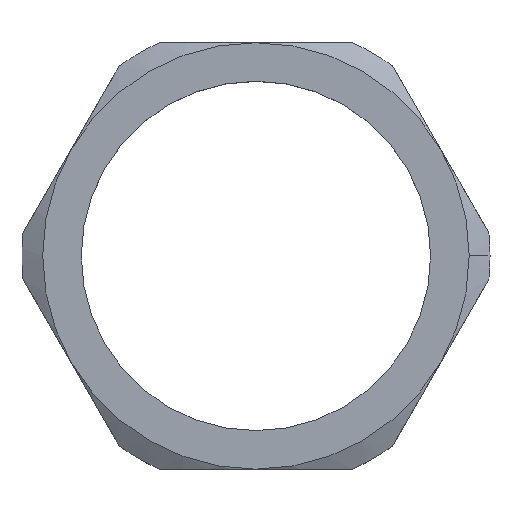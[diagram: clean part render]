
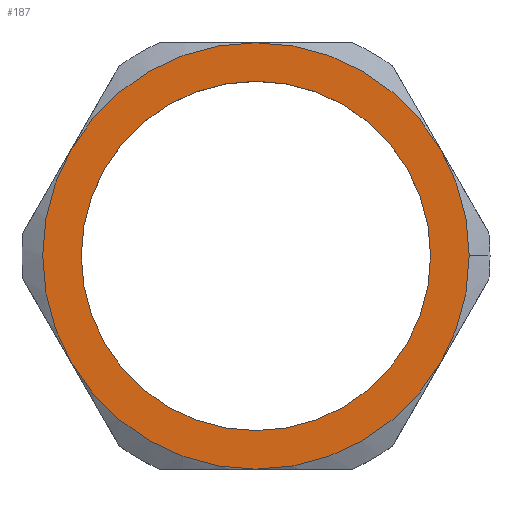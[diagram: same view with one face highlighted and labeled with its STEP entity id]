
A CAD part, top view. The second image highlights one B-rep face of the part: STEP entity #187.
In plain terms, the highlighted planar face has unit normal (0, 0, 1).
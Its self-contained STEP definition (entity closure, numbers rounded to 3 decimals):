
#3 = AXIS2_PLACEMENT_3D ( 'NONE', #304, #303, #540 ) ;
#4 = AXIS2_PLACEMENT_3D ( 'NONE', #541, #542, #543 ) ;
#6 = AXIS2_PLACEMENT_3D ( 'NONE', #307, #306, #305 ) ;
#19 = AXIS2_PLACEMENT_3D ( 'NONE', #547, #548, #549 ) ;
#21 = AXIS2_PLACEMENT_3D ( 'NONE', #340, #333, #332 ) ;
#23 = AXIS2_PLACEMENT_3D ( 'NONE', #316, #312, #311 ) ;
#24 = AXIS2_PLACEMENT_3D ( 'NONE', #310, #309, #308 ) ;
#25 = AXIS2_PLACEMENT_3D ( 'NONE', #544, #545, #546 ) ;
#36 = AXIS2_PLACEMENT_3D ( 'NONE', #616, #617, #618 ) ;
#68 = FACE_BOUND ( 'NONE', #480, .T. ) ;
#73 = FACE_OUTER_BOUND ( 'NONE', #482, .T. ) ;
#75 = AXIS2_PLACEMENT_3D ( 'NONE', #662, #663, #664 ) ;
#144 = EDGE_CURVE ( 'NONE', #504, #493, #238, .T. ) ;
#151 = EDGE_CURVE ( 'NONE', #493, #504, #234, .T. ) ;
#152 = EDGE_CURVE ( 'NONE', #497, #500, #233, .T. ) ;
#153 = EDGE_CURVE ( 'NONE', #505, #507, #232, .T. ) ;
#154 = EDGE_CURVE ( 'NONE', #507, #526, #231, .T. ) ;
#155 = EDGE_CURVE ( 'NONE', #515, #497, #230, .T. ) ;
#156 = EDGE_CURVE ( 'NONE', #526, #513, #229, .T. ) ;
#157 = EDGE_CURVE ( 'NONE', #513, #515, #228, .T. ) ;
#174 = EDGE_CURVE ( 'NONE', #500, #505, #227, .T. ) ;
#187 = ADVANCED_FACE ( 'NONE', ( #68, #73 ), #661, .T. ) ;
#227 = CIRCLE ( 'NONE', #36, 10.5 ) ;
#228 = CIRCLE ( 'NONE', #19, 10.5 ) ;
#229 = CIRCLE ( 'NONE', #25, 10.5 ) ;
#230 = CIRCLE ( 'NONE', #4, 10.5 ) ;
#231 = CIRCLE ( 'NONE', #3, 10.5 ) ;
#232 = CIRCLE ( 'NONE', #6, 10.5 ) ;
#233 = CIRCLE ( 'NONE', #24, 10.5 ) ;
#234 = CIRCLE ( 'NONE', #23, 8.6 ) ;
#238 = CIRCLE ( 'NONE', #21, 8.6 ) ;
#303 = DIRECTION ( 'NONE',  ( 0., 0., 1. ) ) ;
#304 = CARTESIAN_POINT ( 'NONE',  ( 0., 0., 3. ) ) ;
#305 = DIRECTION ( 'NONE',  ( 1., 0., 0. ) ) ;
#306 = DIRECTION ( 'NONE',  ( 0., 0., 1. ) ) ;
#307 = CARTESIAN_POINT ( 'NONE',  ( 0., 0., 3. ) ) ;
#308 = DIRECTION ( 'NONE',  ( 1., 0., 0. ) ) ;
#309 = DIRECTION ( 'NONE',  ( 0., 0., 1. ) ) ;
#310 = CARTESIAN_POINT ( 'NONE',  ( 0., 0., 3. ) ) ;
#311 = DIRECTION ( 'NONE',  ( 1., 0., 0. ) ) ;
#312 = DIRECTION ( 'NONE',  ( 0., 0., 1. ) ) ;
#316 = CARTESIAN_POINT ( 'NONE',  ( 0., 0., 3. ) ) ;
#332 = DIRECTION ( 'NONE',  ( 1., 0., 0. ) ) ;
#333 = DIRECTION ( 'NONE',  ( 0., 0., 1. ) ) ;
#340 = CARTESIAN_POINT ( 'NONE',  ( 0., 0., 3. ) ) ;
#436 = ORIENTED_EDGE ( 'NONE', *, *, #144, .F. ) ;
#437 = ORIENTED_EDGE ( 'NONE', *, *, #153, .T. ) ;
#438 = ORIENTED_EDGE ( 'NONE', *, *, #151, .F. ) ;
#439 = ORIENTED_EDGE ( 'NONE', *, *, #152, .T. ) ;
#440 = ORIENTED_EDGE ( 'NONE', *, *, #174, .T. ) ;
#441 = ORIENTED_EDGE ( 'NONE', *, *, #156, .T. ) ;
#442 = ORIENTED_EDGE ( 'NONE', *, *, #155, .T. ) ;
#443 = ORIENTED_EDGE ( 'NONE', *, *, #154, .T. ) ;
#447 = ORIENTED_EDGE ( 'NONE', *, *, #157, .T. ) ;
#480 = EDGE_LOOP ( 'NONE', ( #436, #438 ) ) ;
#482 = EDGE_LOOP ( 'NONE', ( #439, #440, #437, #443, #441, #447, #442 ) ) ;
#493 = VERTEX_POINT ( 'NONE', #777 ) ;
#497 = VERTEX_POINT ( 'NONE', #781 ) ;
#500 = VERTEX_POINT ( 'NONE', #784 ) ;
#504 = VERTEX_POINT ( 'NONE', #788 ) ;
#505 = VERTEX_POINT ( 'NONE', #789 ) ;
#507 = VERTEX_POINT ( 'NONE', #791 ) ;
#513 = VERTEX_POINT ( 'NONE', #797 ) ;
#515 = VERTEX_POINT ( 'NONE', #799 ) ;
#526 = VERTEX_POINT ( 'NONE', #810 ) ;
#540 = DIRECTION ( 'NONE',  ( 1., 0., 0. ) ) ;
#541 = CARTESIAN_POINT ( 'NONE',  ( 0., 0., 3. ) ) ;
#542 = DIRECTION ( 'NONE',  ( 0., 0., 1. ) ) ;
#543 = DIRECTION ( 'NONE',  ( 1., 0., 0. ) ) ;
#544 = CARTESIAN_POINT ( 'NONE',  ( 0., 0., 3. ) ) ;
#545 = DIRECTION ( 'NONE',  ( 0., 0., 1. ) ) ;
#546 = DIRECTION ( 'NONE',  ( 1., 0., 0. ) ) ;
#547 = CARTESIAN_POINT ( 'NONE',  ( 0., 0., 3. ) ) ;
#548 = DIRECTION ( 'NONE',  ( 0., 0., 1. ) ) ;
#549 = DIRECTION ( 'NONE',  ( 1., 0., 0. ) ) ;
#616 = CARTESIAN_POINT ( 'NONE',  ( 0., 0., 3. ) ) ;
#617 = DIRECTION ( 'NONE',  ( 0., 0., 1. ) ) ;
#618 = DIRECTION ( 'NONE',  ( 1., 0., 0. ) ) ;
#661 = PLANE ( 'NONE',  #75 ) ;
#662 = CARTESIAN_POINT ( 'NONE',  ( 0., 0., 3. ) ) ;
#663 = DIRECTION ( 'NONE',  ( 0., 0., 1. ) ) ;
#664 = DIRECTION ( 'NONE',  ( 1., 0., 0. ) ) ;
#777 = CARTESIAN_POINT ( 'NONE',  ( 8.6, 0., 3. ) ) ;
#781 = CARTESIAN_POINT ( 'NONE',  ( 9.093, -5.25, 3. ) ) ;
#784 = CARTESIAN_POINT ( 'NONE',  ( 10.5, 0., 3. ) ) ;
#788 = CARTESIAN_POINT ( 'NONE',  ( -8.6, 0., 3. ) ) ;
#789 = CARTESIAN_POINT ( 'NONE',  ( 9.093, 5.25, 3. ) ) ;
#791 = CARTESIAN_POINT ( 'NONE',  ( 0., 10.5, 3. ) ) ;
#797 = CARTESIAN_POINT ( 'NONE',  ( -9.093, -5.25, 3. ) ) ;
#799 = CARTESIAN_POINT ( 'NONE',  ( 0., -10.5, 3. ) ) ;
#810 = CARTESIAN_POINT ( 'NONE',  ( -9.093, 5.25, 3. ) ) ;
